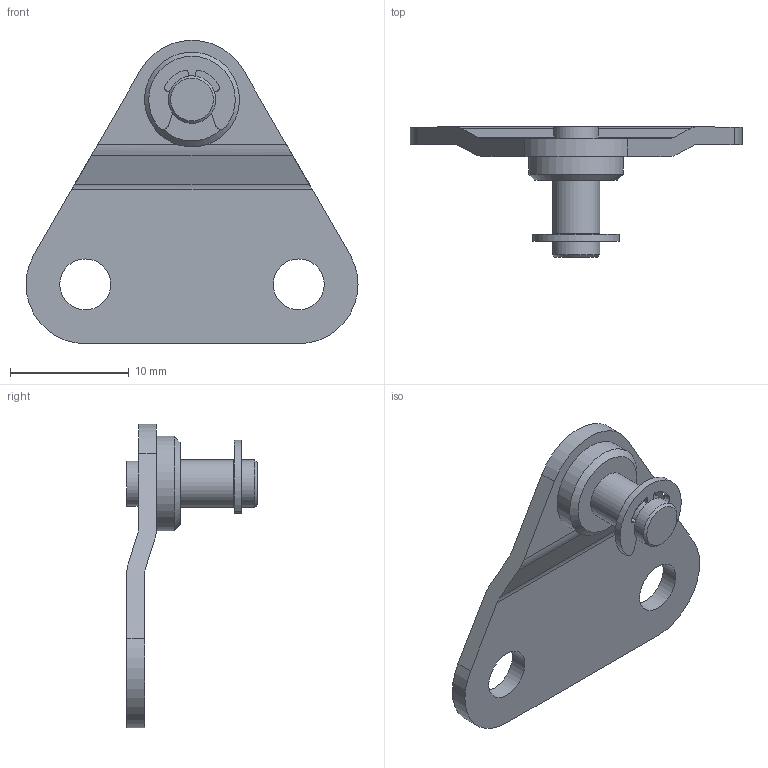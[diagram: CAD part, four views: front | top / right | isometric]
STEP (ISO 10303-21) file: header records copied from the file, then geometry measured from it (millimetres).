
FILE_DESCRIPTION(('FreeCAD Model'),'2;1');
FILE_NAME('Open CASCADE Shape Model','2024-07-02T13:13:30',('Author'),( ''),'Open CASCADE STEP processor 7.6','FreeCAD','Unknown');
FILE_SCHEMA(('AUTOMOTIVE_DESIGN { 1 0 10303 214 1 1 1 1 }'));
Length unit declared in the file: millimetre
Products named in the file (4): (Unsaved); Clip; Bracket; Stud
Assembly tree (3 placements, depth 2):
  (Unsaved)
    Clip
    Bracket
    Stud
Bounding box: 28 x 11 x 25.59 mm (x, y, z)
Volume: 891.2 mm3; surface area: 1409.2 mm2
Topology: 3 solids, 3 shells, 54 faces, 131 edges, 86 vertices
Faces by surface type: cylinder 29, plane 22, cone 3
Full cylindrical faces by diameter (mm): 3.2 x1, 3.8 x1, 4 x3, 4.3 x2, 8 x1
Entity records: 1708 total; most frequent: DIRECTION 307, CARTESIAN_POINT 275, ORIENTED_EDGE 262, EDGE_CURVE 131, AXIS2_PLACEMENT_3D 118, VERTEX_POINT 86, LINE 71, VECTOR 71
